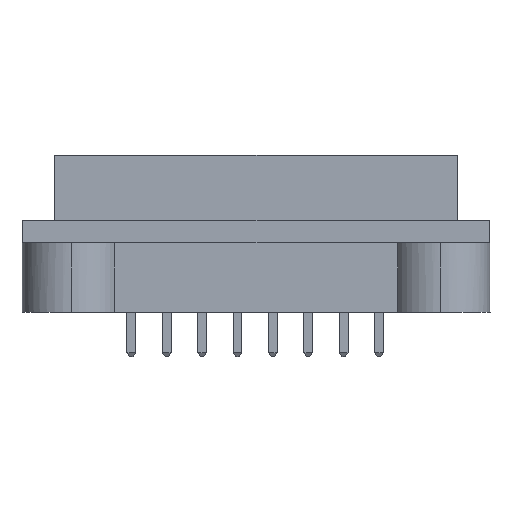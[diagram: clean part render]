
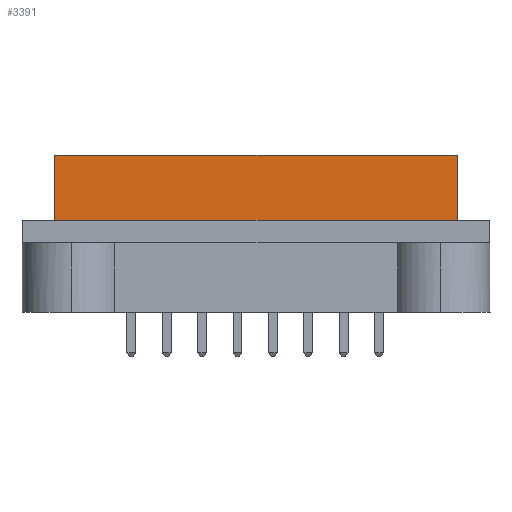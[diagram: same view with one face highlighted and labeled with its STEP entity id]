
A CAD part, left-side view. The second image highlights one B-rep face of the part: STEP entity #3391.
In plain terms, the highlighted planar face has unit normal (-1, 0, 0).
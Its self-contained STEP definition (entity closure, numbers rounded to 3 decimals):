
#303 = VERTEX_POINT ( 'NONE', #7168 ) ;
#509 = DIRECTION ( 'NONE',  ( 0., 0., -1. ) ) ;
#575 = CARTESIAN_POINT ( 'NONE',  ( -78.2, -14.45, 11.3 ) ) ;
#956 = CARTESIAN_POINT ( 'NONE',  ( -78.2, 14.45, 6.6 ) ) ;
#1116 = CARTESIAN_POINT ( 'NONE',  ( -78.2, 14.45, 11.3 ) ) ;
#1238 = VECTOR ( 'NONE', #3273, 1000. ) ;
#1266 = LINE ( 'NONE', #575, #1808 ) ;
#1335 = LINE ( 'NONE', #5737, #2284 ) ;
#1547 = CARTESIAN_POINT ( 'NONE',  ( -78.2, 14.45, 11.3 ) ) ;
#1808 = VECTOR ( 'NONE', #2599, 1000. ) ;
#1857 = LINE ( 'NONE', #1116, #3707 ) ;
#1929 = CARTESIAN_POINT ( 'NONE',  ( -78.2, -14.45, 11.3 ) ) ;
#2104 = EDGE_CURVE ( 'NONE', #4873, #6228, #1266, .T. ) ;
#2200 = LINE ( 'NONE', #1547, #1238 ) ;
#2284 = VECTOR ( 'NONE', #6983, 1000. ) ;
#2336 = DIRECTION ( 'NONE',  ( 1., 0., 0. ) ) ;
#2599 = DIRECTION ( 'NONE',  ( 0., 0., -1. ) ) ;
#2670 = ORIENTED_EDGE ( 'NONE', *, *, #3136, .F. ) ;
#2964 = FACE_OUTER_BOUND ( 'NONE', #6265, .T. ) ;
#3136 = EDGE_CURVE ( 'NONE', #303, #4873, #2200, .T. ) ;
#3273 = DIRECTION ( 'NONE',  ( 0., -1., 0. ) ) ;
#3391 = ADVANCED_FACE ( 'NONE', ( #2964 ), #6740, .F. ) ;
#3665 = EDGE_CURVE ( 'NONE', #4756, #6228, #1335, .T. ) ;
#3707 = VECTOR ( 'NONE', #509, 1000. ) ;
#3935 = EDGE_CURVE ( 'NONE', #303, #4756, #1857, .T. ) ;
#4504 = ORIENTED_EDGE ( 'NONE', *, *, #2104, .F. ) ;
#4756 = VERTEX_POINT ( 'NONE', #956 ) ;
#4873 = VERTEX_POINT ( 'NONE', #1929 ) ;
#5737 = CARTESIAN_POINT ( 'NONE',  ( -78.2, 14.45, 6.6 ) ) ;
#6015 = CARTESIAN_POINT ( 'NONE',  ( -78.2, 14.45, 11.3 ) ) ;
#6056 = DIRECTION ( 'NONE',  ( 0., 0., -1. ) ) ;
#6228 = VERTEX_POINT ( 'NONE', #7554 ) ;
#6265 = EDGE_LOOP ( 'NONE', ( #7499, #4504, #2670, #6943 ) ) ;
#6740 = PLANE ( 'NONE',  #7559 ) ;
#6943 = ORIENTED_EDGE ( 'NONE', *, *, #3935, .T. ) ;
#6983 = DIRECTION ( 'NONE',  ( 0., -1., 0. ) ) ;
#7168 = CARTESIAN_POINT ( 'NONE',  ( -78.2, 14.45, 11.3 ) ) ;
#7499 = ORIENTED_EDGE ( 'NONE', *, *, #3665, .T. ) ;
#7554 = CARTESIAN_POINT ( 'NONE',  ( -78.2, -14.45, 6.6 ) ) ;
#7559 = AXIS2_PLACEMENT_3D ( 'NONE', #6015, #2336, #6056 ) ;
